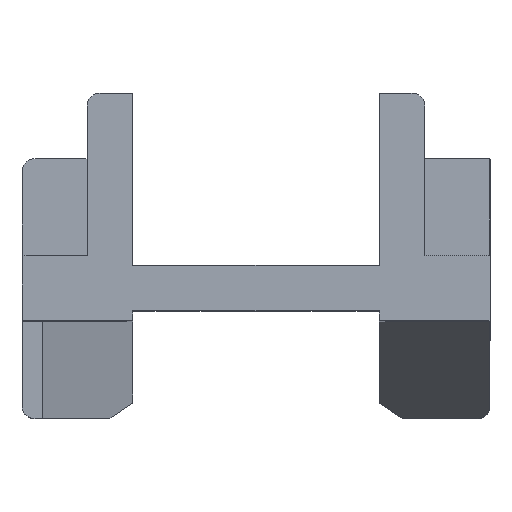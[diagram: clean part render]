
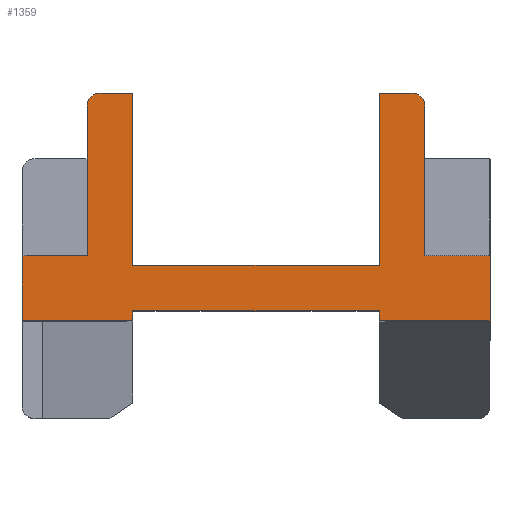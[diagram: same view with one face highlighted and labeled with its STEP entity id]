
A CAD part, top view. The second image highlights one B-rep face of the part: STEP entity #1359.
In plain terms, the highlighted planar face has unit normal (0, 0, 1).
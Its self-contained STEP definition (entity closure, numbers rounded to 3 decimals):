
#26=PLANE('',#1456);
#84=FACE_OUTER_BOUND('',#151,.T.);
#151=EDGE_LOOP('',(#883,#884,#885,#886,#887,#888,#889,#890,#891,#892,#893,
#894,#895,#896,#897,#898,#899,#900));
#230=LINE('',#1987,#371);
#231=LINE('',#1989,#372);
#232=LINE('',#1991,#373);
#233=LINE('',#1993,#374);
#234=LINE('',#1995,#375);
#235=LINE('',#1999,#376);
#236=LINE('',#2001,#377);
#237=LINE('',#2003,#378);
#238=LINE('',#2005,#379);
#239=LINE('',#2007,#380);
#240=LINE('',#2009,#381);
#241=LINE('',#2011,#382);
#242=LINE('',#2013,#383);
#243=LINE('',#2015,#384);
#244=LINE('',#2017,#385);
#245=LINE('',#2018,#386);
#371=VECTOR('',#1597,10.);
#372=VECTOR('',#1598,10.);
#373=VECTOR('',#1599,10.);
#374=VECTOR('',#1600,10.);
#375=VECTOR('',#1601,10.);
#376=VECTOR('',#1604,10.);
#377=VECTOR('',#1605,10.);
#378=VECTOR('',#1606,10.);
#379=VECTOR('',#1607,10.);
#380=VECTOR('',#1608,10.);
#381=VECTOR('',#1609,10.);
#382=VECTOR('',#1610,10.);
#383=VECTOR('',#1611,10.);
#384=VECTOR('',#1612,10.);
#385=VECTOR('',#1613,10.);
#386=VECTOR('',#1614,10.);
#510=CIRCLE('',#1452,0.2);
#511=CIRCLE('',#1457,0.2);
#548=VERTEX_POINT('',#1963);
#549=VERTEX_POINT('',#1965);
#554=VERTEX_POINT('',#1986);
#555=VERTEX_POINT('',#1988);
#556=VERTEX_POINT('',#1990);
#557=VERTEX_POINT('',#1992);
#558=VERTEX_POINT('',#1994);
#559=VERTEX_POINT('',#1996);
#560=VERTEX_POINT('',#1998);
#561=VERTEX_POINT('',#2000);
#562=VERTEX_POINT('',#2002);
#563=VERTEX_POINT('',#2004);
#564=VERTEX_POINT('',#2006);
#565=VERTEX_POINT('',#2008);
#566=VERTEX_POINT('',#2010);
#567=VERTEX_POINT('',#2012);
#568=VERTEX_POINT('',#2014);
#569=VERTEX_POINT('',#2016);
#677=EDGE_CURVE('',#548,#549,#510,.T.);
#684=EDGE_CURVE('',#554,#548,#230,.T.);
#685=EDGE_CURVE('',#555,#554,#231,.T.);
#686=EDGE_CURVE('',#556,#555,#232,.T.);
#687=EDGE_CURVE('',#557,#556,#233,.T.);
#688=EDGE_CURVE('',#558,#557,#234,.T.);
#689=EDGE_CURVE('',#559,#558,#511,.T.);
#690=EDGE_CURVE('',#560,#559,#235,.T.);
#691=EDGE_CURVE('',#561,#560,#236,.T.);
#692=EDGE_CURVE('',#562,#561,#237,.T.);
#693=EDGE_CURVE('',#562,#563,#238,.T.);
#694=EDGE_CURVE('',#564,#563,#239,.T.);
#695=EDGE_CURVE('',#565,#564,#240,.T.);
#696=EDGE_CURVE('',#566,#565,#241,.T.);
#697=EDGE_CURVE('',#566,#567,#242,.T.);
#698=EDGE_CURVE('',#568,#567,#243,.T.);
#699=EDGE_CURVE('',#569,#568,#244,.T.);
#700=EDGE_CURVE('',#549,#569,#245,.T.);
#883=ORIENTED_EDGE('',*,*,#677,.F.);
#884=ORIENTED_EDGE('',*,*,#684,.F.);
#885=ORIENTED_EDGE('',*,*,#685,.F.);
#886=ORIENTED_EDGE('',*,*,#686,.F.);
#887=ORIENTED_EDGE('',*,*,#687,.F.);
#888=ORIENTED_EDGE('',*,*,#688,.F.);
#889=ORIENTED_EDGE('',*,*,#689,.F.);
#890=ORIENTED_EDGE('',*,*,#690,.F.);
#891=ORIENTED_EDGE('',*,*,#691,.F.);
#892=ORIENTED_EDGE('',*,*,#692,.F.);
#893=ORIENTED_EDGE('',*,*,#693,.T.);
#894=ORIENTED_EDGE('',*,*,#694,.F.);
#895=ORIENTED_EDGE('',*,*,#695,.F.);
#896=ORIENTED_EDGE('',*,*,#696,.F.);
#897=ORIENTED_EDGE('',*,*,#697,.T.);
#898=ORIENTED_EDGE('',*,*,#698,.F.);
#899=ORIENTED_EDGE('',*,*,#699,.F.);
#900=ORIENTED_EDGE('',*,*,#700,.F.);
#1359=ADVANCED_FACE('',(#84),#26,.F.);
#1452=AXIS2_PLACEMENT_3D('',#1966,#1584,#1585);
#1456=AXIS2_PLACEMENT_3D('',#1985,#1595,#1596);
#1457=AXIS2_PLACEMENT_3D('',#1997,#1602,#1603);
#1584=DIRECTION('center_axis',(0.,0.,-1.));
#1585=DIRECTION('ref_axis',(0.707,0.707,0.));
#1595=DIRECTION('center_axis',(0.,0.,-1.));
#1596=DIRECTION('ref_axis',(-1.,0.,0.));
#1597=DIRECTION('',(1.,0.,0.));
#1598=DIRECTION('',(0.,1.,0.));
#1599=DIRECTION('',(1.,0.,0.));
#1600=DIRECTION('',(0.,-1.,0.));
#1601=DIRECTION('',(1.,0.,0.));
#1602=DIRECTION('center_axis',(0.,0.,-1.));
#1603=DIRECTION('ref_axis',(-0.707,0.707,0.));
#1604=DIRECTION('',(0.,1.,0.));
#1605=DIRECTION('',(1.,0.,0.));
#1606=DIRECTION('',(0.,1.,0.));
#1607=DIRECTION('',(1.,0.,0.));
#1608=DIRECTION('',(0.,-1.,0.));
#1609=DIRECTION('',(-1.,0.,0.));
#1610=DIRECTION('',(0.,1.,0.));
#1611=DIRECTION('',(1.,0.,0.));
#1612=DIRECTION('',(0.,-1.,0.));
#1613=DIRECTION('',(1.,0.,0.));
#1614=DIRECTION('',(0.,-1.,0.));
#1963=CARTESIAN_POINT('',(2.4,3.,-0.5));
#1965=CARTESIAN_POINT('',(2.6,2.8,-0.5));
#1966=CARTESIAN_POINT('Origin',(2.4,2.8,-0.5));
#1985=CARTESIAN_POINT('Origin',(5.45,-3.,-0.5));
#1986=CARTESIAN_POINT('',(1.9,3.,-0.5));
#1987=CARTESIAN_POINT('',(4.313,3.,-0.5));
#1988=CARTESIAN_POINT('',(1.9,0.35,-0.5));
#1989=CARTESIAN_POINT('',(1.9,-1.5,-0.5));
#1990=CARTESIAN_POINT('',(-1.9,0.35,-0.5));
#1991=CARTESIAN_POINT('',(3.663,0.35,-0.5));
#1992=CARTESIAN_POINT('',(-1.9,3.,-0.5));
#1993=CARTESIAN_POINT('',(-1.9,-1.5,-0.5));
#1994=CARTESIAN_POINT('',(-2.4,3.,-0.5));
#1995=CARTESIAN_POINT('',(1.138,3.,-0.5));
#1996=CARTESIAN_POINT('',(-2.6,2.8,-0.5));
#1997=CARTESIAN_POINT('Origin',(-2.4,2.8,-0.5));
#1998=CARTESIAN_POINT('',(-2.6,0.5,-0.5));
#1999=CARTESIAN_POINT('',(-2.6,-1.5,-0.5));
#2000=CARTESIAN_POINT('',(-3.6,0.5,-0.5));
#2001=CARTESIAN_POINT('',(0.25,0.5,-0.5));
#2002=CARTESIAN_POINT('',(-3.6,-0.5,-0.5));
#2003=CARTESIAN_POINT('',(-3.6,-1.5,-0.5));
#2004=CARTESIAN_POINT('',(-1.9,-0.5,-0.5));
#2005=CARTESIAN_POINT('',(5.45,-0.5,-0.5));
#2006=CARTESIAN_POINT('',(-1.9,-0.35,-0.5));
#2007=CARTESIAN_POINT('',(-1.9,-1.5,-0.5));
#2008=CARTESIAN_POINT('',(1.9,-0.35,-0.5));
#2009=CARTESIAN_POINT('',(3.663,-0.35,-0.5));
#2010=CARTESIAN_POINT('',(1.9,-0.5,-0.5));
#2011=CARTESIAN_POINT('',(1.9,-1.5,-0.5));
#2012=CARTESIAN_POINT('',(3.6,-0.5,-0.5));
#2013=CARTESIAN_POINT('',(5.45,-0.5,-0.5));
#2014=CARTESIAN_POINT('',(3.6,0.5,-0.5));
#2015=CARTESIAN_POINT('',(3.6,-1.5,-0.5));
#2016=CARTESIAN_POINT('',(2.6,0.5,-0.5));
#2017=CARTESIAN_POINT('',(5.2,0.5,-0.5));
#2018=CARTESIAN_POINT('',(2.6,-1.5,-0.5));
